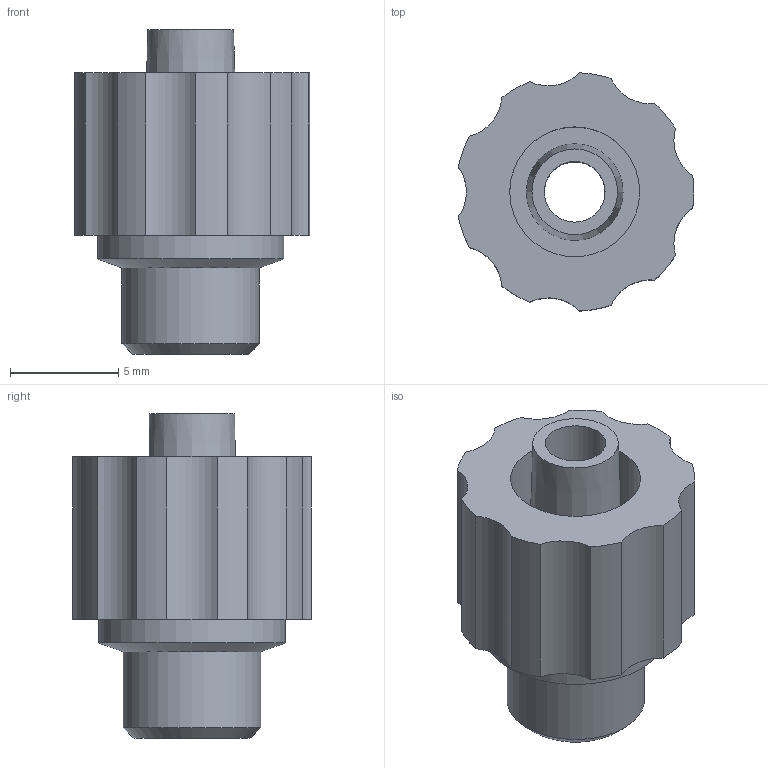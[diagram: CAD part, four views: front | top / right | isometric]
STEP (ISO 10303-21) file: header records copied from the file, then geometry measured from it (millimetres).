
FILE_DESCRIPTION(/* description */ ('Unknown','CAx-IF Rec.Pracs.---Representation and Presentation of Product Manufacturing Information (PMI)---4.0---2014-10-13','CAx-IF Rec.Pracs.---3D Tessellated Geometry---0.4---2014-09-14','2;1'),/* implementation_level */ '2;1');
FILE_NAME(/* name */ '506711_LL91',/* time_stamp */ '2024-01-26T13:15:48+01:00',/* author */ ('Unknown'),/* organization */ ('Unknown'),/* preprocessor_version */ 'ST-DEVELOPER v16.7',/* originating_system */ 'Solid Edge',/* authorisation */ 'Unknown');
FILE_SCHEMA (('AP242_MANAGED_MODEL_BASED_3D_ENGINEERING_MIM_LF { 1 0 10303 442 1 1 4 }'));
Length unit declared in the file: millimetre
Products named in the file (1): 506711_LL91
Bounding box: 10.87 x 10.99 x 15 mm (x, y, z)
Volume: 707.3 mm3; surface area: 900.4 mm2
Topology: 1 solids, 1 shells, 30 faces, 74 edges, 49 vertices
Faces by surface type: cylinder 22, plane 5, cone 3
Full cylindrical faces by diameter (mm): 2.8 x1, 6 x1, 6.35 x1, 8.6 x1
Entity records: 1094 total; most frequent: DIRECTION 174, CARTESIAN_POINT 143, ORIENTED_EDGE 130, AXIS2_PLACEMENT_3D 78, EDGE_CURVE 65, VERTEX_POINT 47, CIRCLE 47, EDGE_LOOP 42
